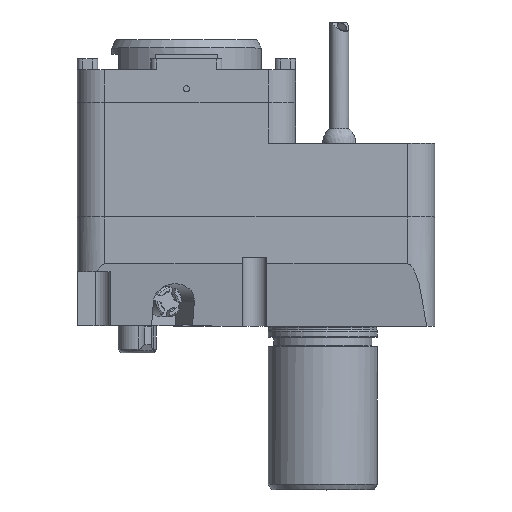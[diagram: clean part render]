
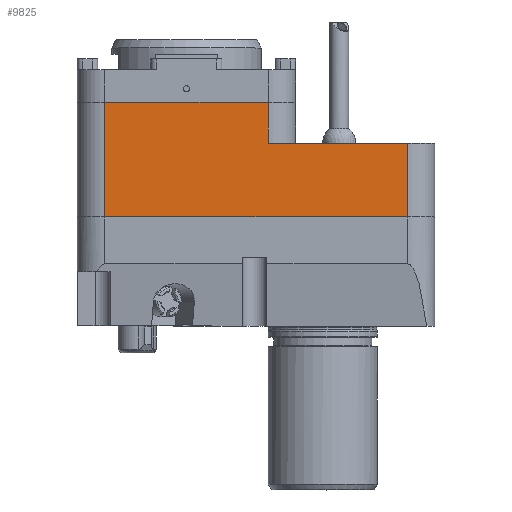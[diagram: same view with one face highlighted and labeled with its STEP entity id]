
A CAD part, top view. The second image highlights one B-rep face of the part: STEP entity #9825.
In plain terms, the highlighted planar face has unit normal (0, 0, 1).
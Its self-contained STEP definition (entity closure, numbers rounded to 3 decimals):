
#555 = EDGE_CURVE ( 'NONE', #25418, #19404, #6990, .T. ) ;
#1241 = VERTEX_POINT ( 'NONE', #22382 ) ;
#1308 = EDGE_CURVE ( 'NONE', #2804, #11642, #9596, .T. ) ;
#1437 = CARTESIAN_POINT ( 'NONE',  ( 31., 100., 40. ) ) ;
#1937 = CARTESIAN_POINT ( 'NONE',  ( -90., 100., 40. ) ) ;
#2223 = ORIENTED_EDGE ( 'NONE', *, *, #23514, .T. ) ;
#2292 = VECTOR ( 'NONE', #16641, 1000. ) ;
#2804 = VERTEX_POINT ( 'NONE', #24383 ) ;
#2842 = CARTESIAN_POINT ( 'NONE',  ( 31., 127., 40. ) ) ;
#2873 = CARTESIAN_POINT ( 'NONE',  ( -10., 142., 40. ) ) ;
#4332 = PLANE ( 'NONE',  #22051 ) ;
#4808 = ORIENTED_EDGE ( 'NONE', *, *, #23350, .T. ) ;
#6900 = LINE ( 'NONE', #2842, #16216 ) ;
#6912 = VECTOR ( 'NONE', #11435, 1000. ) ;
#6990 = LINE ( 'NONE', #9095, #26208 ) ;
#7532 = DIRECTION ( 'NONE',  ( 0., -1., 0. ) ) ;
#8436 = CARTESIAN_POINT ( 'NONE',  ( -20., 127., 40. ) ) ;
#8557 = CARTESIAN_POINT ( 'NONE',  ( 41., 127., 40. ) ) ;
#8755 = DIRECTION ( 'NONE',  ( 0., 1., 0. ) ) ;
#9095 = CARTESIAN_POINT ( 'NONE',  ( -20., 142., 40. ) ) ;
#9157 = LINE ( 'NONE', #2873, #6912 ) ;
#9596 = LINE ( 'NONE', #1937, #11225 ) ;
#9825 = ADVANCED_FACE ( 'Defeature completata1_98', ( #24423 ), #4332, .T. ) ;
#11225 = VECTOR ( 'NONE', #26223, 1000. ) ;
#11405 = CARTESIAN_POINT ( 'NONE',  ( -20., 142., 40. ) ) ;
#11435 = DIRECTION ( 'NONE',  ( -1., 0., 0. ) ) ;
#11642 = VERTEX_POINT ( 'NONE', #1437 ) ;
#12665 = EDGE_LOOP ( 'NONE', ( #20767, #24988, #2223, #21418, #23638, #4808 ) ) ;
#13198 = DIRECTION ( 'NONE',  ( 0., 1., 0. ) ) ;
#14064 = DIRECTION ( 'NONE',  ( 0., 0., 1. ) ) ;
#16185 = CARTESIAN_POINT ( 'NONE',  ( 0., 100., 40. ) ) ;
#16216 = VECTOR ( 'NONE', #8755, 1000. ) ;
#16641 = DIRECTION ( 'NONE',  ( -1., 0., 0. ) ) ;
#16882 = CARTESIAN_POINT ( 'NONE',  ( 31., 127., 40. ) ) ;
#17603 = LINE ( 'NONE', #25734, #20413 ) ;
#19093 = EDGE_CURVE ( 'NONE', #19404, #1241, #9157, .T. ) ;
#19404 = VERTEX_POINT ( 'NONE', #11405 ) ;
#19414 = EDGE_CURVE ( 'NONE', #11642, #24171, #6900, .T. ) ;
#20413 = VECTOR ( 'NONE', #7532, 1000. ) ;
#20767 = ORIENTED_EDGE ( 'NONE', *, *, #1308, .T. ) ;
#21418 = ORIENTED_EDGE ( 'NONE', *, *, #555, .T. ) ;
#22051 = AXIS2_PLACEMENT_3D ( 'NONE', #16185, #14064, #22288 ) ;
#22288 = DIRECTION ( 'NONE',  ( 1., 0., 0. ) ) ;
#22382 = CARTESIAN_POINT ( 'NONE',  ( -80., 142., 40. ) ) ;
#22597 = LINE ( 'NONE', #8557, #2292 ) ;
#23350 = EDGE_CURVE ( 'NONE', #1241, #2804, #17603, .T. ) ;
#23514 = EDGE_CURVE ( 'NONE', #24171, #25418, #22597, .T. ) ;
#23638 = ORIENTED_EDGE ( 'NONE', *, *, #19093, .T. ) ;
#24171 = VERTEX_POINT ( 'NONE', #16882 ) ;
#24383 = CARTESIAN_POINT ( 'NONE',  ( -80., 100., 40. ) ) ;
#24423 = FACE_OUTER_BOUND ( 'NONE', #12665, .T. ) ;
#24988 = ORIENTED_EDGE ( 'NONE', *, *, #19414, .T. ) ;
#25418 = VERTEX_POINT ( 'NONE', #8436 ) ;
#25734 = CARTESIAN_POINT ( 'NONE',  ( -80., 100., 40. ) ) ;
#26208 = VECTOR ( 'NONE', #13198, 1000. ) ;
#26223 = DIRECTION ( 'NONE',  ( 1., 0., 0. ) ) ;
